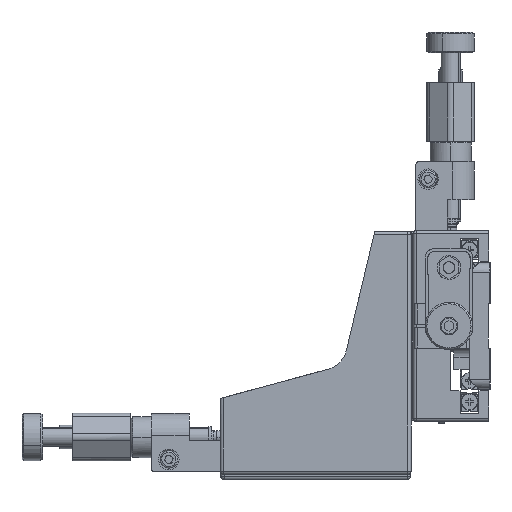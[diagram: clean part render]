
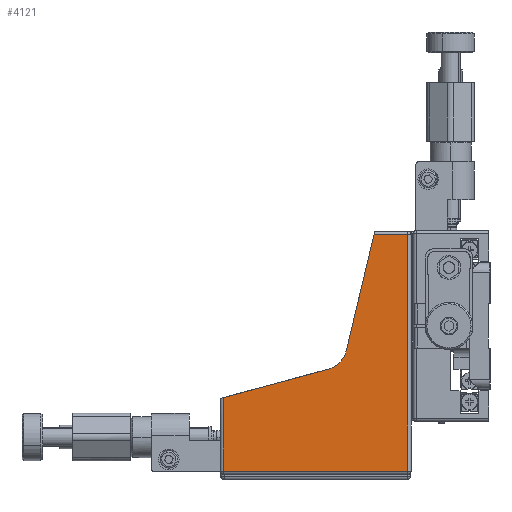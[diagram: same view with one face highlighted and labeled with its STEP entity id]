
A CAD part, left-side view. The second image highlights one B-rep face of the part: STEP entity #4121.
In plain terms, the highlighted planar face has unit normal (-1, 0, 0).
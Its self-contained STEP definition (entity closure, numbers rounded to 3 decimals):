
#806 = LINE ( 'NONE', #40865, #23229 ) ;
#1534 = EDGE_CURVE ( 'NONE', #3036, #57756, #32565, .T. ) ;
#1882 = VECTOR ( 'NONE', #2646, 1000. ) ;
#2646 = DIRECTION ( 'NONE',  ( 0., 0., 1. ) ) ;
#3036 = VERTEX_POINT ( 'NONE', #59083 ) ;
#3285 = ORIENTED_EDGE ( 'NONE', *, *, #54621, .T. ) ;
#4121 = ADVANCED_FACE ( 'NONE', ( #24989 ), #25306, .F. ) ;
#4671 = DIRECTION ( 'NONE',  ( 0., -1., 0. ) ) ;
#5160 = ORIENTED_EDGE ( 'NONE', *, *, #5937, .T. ) ;
#5937 = EDGE_CURVE ( 'NONE', #59381, #23961, #55469, .T. ) ;
#6698 = AXIS2_PLACEMENT_3D ( 'NONE', #20726, #59803, #31248 ) ;
#9869 = EDGE_CURVE ( 'NONE', #59614, #59381, #60449, .T. ) ;
#12035 = CARTESIAN_POINT ( 'NONE',  ( -30.25, 26., -46. ) ) ;
#16617 = CARTESIAN_POINT ( 'NONE',  ( -30.25, 85.5, -23. ) ) ;
#17036 = VECTOR ( 'NONE', #62526, 1000. ) ;
#18472 = ORIENTED_EDGE ( 'NONE', *, *, #23659, .F. ) ;
#19457 = CARTESIAN_POINT ( 'NONE',  ( -30.25, 26., -46. ) ) ;
#20726 = CARTESIAN_POINT ( 'NONE',  ( -30.25, 53.29, -5.96 ) ) ;
#21170 = ORIENTED_EDGE ( 'NONE', *, *, #1534, .F. ) ;
#23229 = VECTOR ( 'NONE', #55972, 1000. ) ;
#23405 = ORIENTED_EDGE ( 'NONE', *, *, #32411, .T. ) ;
#23659 = EDGE_CURVE ( 'NONE', #57756, #23961, #806, .T. ) ;
#23961 = VERTEX_POINT ( 'NONE', #28651 ) ;
#24404 = VECTOR ( 'NONE', #34720, 1000. ) ;
#24989 = FACE_OUTER_BOUND ( 'NONE', #29801, .T. ) ;
#25306 = PLANE ( 'NONE',  #6698 ) ;
#25559 = DIRECTION ( 'NONE',  ( 0., 1., 0. ) ) ;
#25627 = VECTOR ( 'NONE', #25559, 1000. ) ;
#26474 = VECTOR ( 'NONE', #4671, 1000. ) ;
#27749 = LINE ( 'NONE', #16617, #17036 ) ;
#28651 = CARTESIAN_POINT ( 'NONE',  ( -30.25, 36.738, 29. ) ) ;
#29801 = EDGE_LOOP ( 'NONE', ( #40245, #5160, #18472, #21170, #46355, #23405, #3285 ) ) ;
#30522 = CARTESIAN_POINT ( 'NONE',  ( -30.25, 36.5, 29. ) ) ;
#31248 = DIRECTION ( 'NONE',  ( 0., 0., -1. ) ) ;
#32411 = EDGE_CURVE ( 'NONE', #33337, #41869, #39660, .T. ) ;
#32565 = CIRCLE ( 'NONE', #37810, 8. ) ;
#33337 = VERTEX_POINT ( 'NONE', #52813 ) ;
#34720 = DIRECTION ( 'NONE',  ( 0., 0., -1. ) ) ;
#34884 = LINE ( 'NONE', #19457, #26474 ) ;
#37810 = AXIS2_PLACEMENT_3D ( 'NONE', #47940, #53481, #48253 ) ;
#38662 = CARTESIAN_POINT ( 'NONE',  ( -30.25, 26., 29. ) ) ;
#39660 = LINE ( 'NONE', #59677, #24404 ) ;
#40245 = ORIENTED_EDGE ( 'NONE', *, *, #9869, .T. ) ;
#40865 = CARTESIAN_POINT ( 'NONE',  ( -30.25, 36.5, 30. ) ) ;
#41869 = VERTEX_POINT ( 'NONE', #49496 ) ;
#46355 = ORIENTED_EDGE ( 'NONE', *, *, #59574, .F. ) ;
#47940 = CARTESIAN_POINT ( 'NONE',  ( -30.25, 53.29, -5.96 ) ) ;
#48253 = DIRECTION ( 'NONE',  ( 0., 0., -1. ) ) ;
#49496 = CARTESIAN_POINT ( 'NONE',  ( -30.25, 84.5, -46. ) ) ;
#52550 = CARTESIAN_POINT ( 'NONE',  ( -30.25, 26., 29. ) ) ;
#52813 = CARTESIAN_POINT ( 'NONE',  ( -30.25, 84.5, -22.728 ) ) ;
#53481 = DIRECTION ( 'NONE',  ( -1., 0., 0. ) ) ;
#54621 = EDGE_CURVE ( 'NONE', #41869, #59614, #34884, .T. ) ;
#55469 = LINE ( 'NONE', #30522, #25627 ) ;
#55972 = DIRECTION ( 'NONE',  ( 0., -0.232, 0.973 ) ) ;
#57756 = VERTEX_POINT ( 'NONE', #64071 ) ;
#59083 = CARTESIAN_POINT ( 'NONE',  ( -30.25, 51.193, -13.68 ) ) ;
#59381 = VERTEX_POINT ( 'NONE', #38662 ) ;
#59574 = EDGE_CURVE ( 'NONE', #33337, #3036, #27749, .T. ) ;
#59614 = VERTEX_POINT ( 'NONE', #12035 ) ;
#59677 = CARTESIAN_POINT ( 'NONE',  ( -30.25, 84.5, -46. ) ) ;
#59803 = DIRECTION ( 'NONE',  ( 1., 0., 0. ) ) ;
#60449 = LINE ( 'NONE', #52550, #1882 ) ;
#62526 = DIRECTION ( 'NONE',  ( 0., -0.965, 0.262 ) ) ;
#64071 = CARTESIAN_POINT ( 'NONE',  ( -30.25, 45.508, -7.814 ) ) ;
